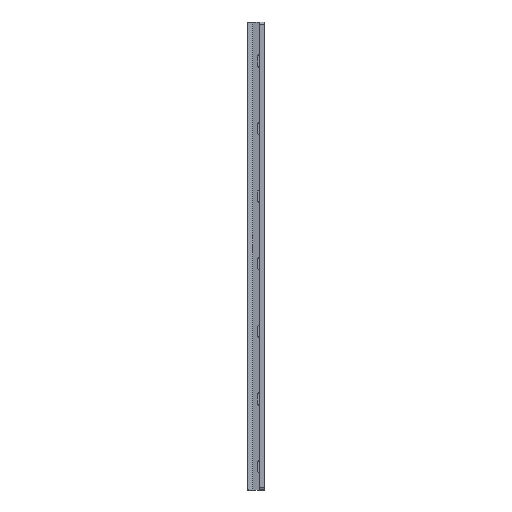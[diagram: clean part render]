
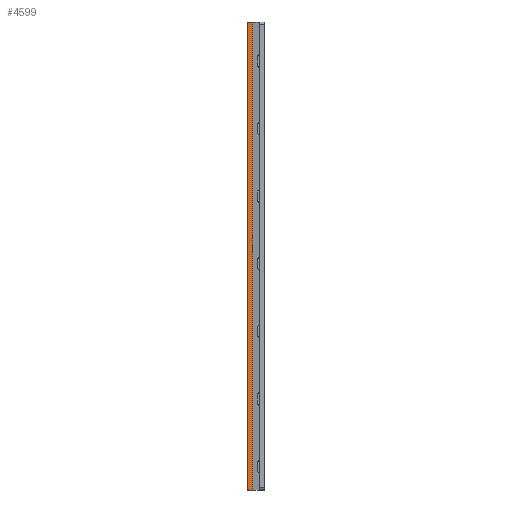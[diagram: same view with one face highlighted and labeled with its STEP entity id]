
A CAD part, left-side view. The second image highlights one B-rep face of the part: STEP entity #4599.
In plain terms, the highlighted planar face has unit normal (-0.966, -0.259, 0).
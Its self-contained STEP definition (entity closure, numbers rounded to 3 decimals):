
#1364 = VECTOR ( 'NONE', #22153, 1000. ) ;
#2775 = VERTEX_POINT ( 'NONE', #27259 ) ;
#3119 = FACE_OUTER_BOUND ( 'NONE', #15292, .T. ) ;
#3269 = CARTESIAN_POINT ( 'NONE',  ( -26.276, 27.369, 450. ) ) ;
#4113 = DIRECTION ( 'NONE',  ( 0.966, 0.259, 0. ) ) ;
#4599 = ADVANCED_FACE ( 'NONE', ( #3119 ), #11928, .F. ) ;
#4887 = ORIENTED_EDGE ( 'NONE', *, *, #37123, .T. ) ;
#4908 = VERTEX_POINT ( 'NONE', #5224 ) ;
#5224 = CARTESIAN_POINT ( 'NONE',  ( -25.805, 25.613, 1350. ) ) ;
#5554 = VECTOR ( 'NONE', #38699, 1000. ) ;
#8028 = ORIENTED_EDGE ( 'NONE', *, *, #44260, .T. ) ;
#9350 = VECTOR ( 'NONE', #49193, 1000. ) ;
#11616 = CARTESIAN_POINT ( 'NONE',  ( -26.649, 28.763, 450.287 ) ) ;
#11928 = PLANE ( 'NONE',  #36514 ) ;
#13738 = DIRECTION ( 'NONE',  ( 0.259, -0.966, 0. ) ) ;
#14447 = VERTEX_POINT ( 'NONE', #48247 ) ;
#15292 = EDGE_LOOP ( 'NONE', ( #4887, #20474, #8028, #26768, #51915, #37295 ) ) ;
#15677 =( BOUNDED_CURVE ( )  B_SPLINE_CURVE ( 3, ( #46960, #22706, #43060, #19165 ),
 .UNSPECIFIED., .F., .F. ) 
 B_SPLINE_CURVE_WITH_KNOTS ( ( 4, 4 ),
 ( 0.262, 1.571 ),
 .UNSPECIFIED. ) 
 CURVE ( )  GEOMETRIC_REPRESENTATION_ITEM ( )  RATIONAL_B_SPLINE_CURVE ( ( 1., 0.862, 0.862, 1. ) ) 
 REPRESENTATION_ITEM ( '' )  );
#17183 = VERTEX_POINT ( 'NONE', #41055 ) ;
#19165 = CARTESIAN_POINT ( 'NONE',  ( -25.805, 25.613, 1350. ) ) ;
#20474 = ORIENTED_EDGE ( 'NONE', *, *, #40789, .F. ) ;
#22153 = DIRECTION ( 'NONE',  ( 0.259, -0.966, 0. ) ) ;
#22706 = CARTESIAN_POINT ( 'NONE',  ( -26.649, 28.763, 1349.713 ) ) ;
#24545 = DIRECTION ( 'NONE',  ( -0.259, 0.966, 0. ) ) ;
#25289 = CARTESIAN_POINT ( 'NONE',  ( -24.161, 19.477, 1350. ) ) ;
#26686 = CARTESIAN_POINT ( 'NONE',  ( -26.771, 29.218, 1349.259 ) ) ;
#26768 = ORIENTED_EDGE ( 'NONE', *, *, #29553, .F. ) ;
#27259 = CARTESIAN_POINT ( 'NONE',  ( -25.805, 25.613, 450. ) ) ;
#28448 = CARTESIAN_POINT ( 'NONE',  ( -24.161, 19.477, 1350. ) ) ;
#29553 = EDGE_CURVE ( 'NONE', #40137, #17183, #39282, .T. ) ;
#30699 = CARTESIAN_POINT ( 'NONE',  ( -26.771, 29.218, 1350. ) ) ;
#32158 = VERTEX_POINT ( 'NONE', #26686 ) ;
#34278 = CARTESIAN_POINT ( 'NONE',  ( -24.161, 19.477, 1350. ) ) ;
#35844 = CARTESIAN_POINT ( 'NONE',  ( -26.771, 29.218, 450.741 ) ) ;
#36514 = AXIS2_PLACEMENT_3D ( 'NONE', #28448, #4113, #24545 ) ;
#37123 = EDGE_CURVE ( 'NONE', #32158, #14447, #45719, .T. ) ;
#37295 = ORIENTED_EDGE ( 'NONE', *, *, #50059, .F. ) ;
#37703 = LINE ( 'NONE', #34278, #1364 ) ;
#38103 = CARTESIAN_POINT ( 'NONE',  ( -24.161, 19.477, 450. ) ) ;
#38699 = DIRECTION ( 'NONE',  ( 0., 0., -1. ) ) ;
#39282 = LINE ( 'NONE', #25289, #9350 ) ;
#40137 = VERTEX_POINT ( 'NONE', #41440 ) ;
#40238 = EDGE_CURVE ( 'NONE', #4908, #40137, #37703, .T. ) ;
#40789 = EDGE_CURVE ( 'NONE', #2775, #14447, #44104, .T. ) ;
#41055 = CARTESIAN_POINT ( 'NONE',  ( -24.161, 19.477, 450. ) ) ;
#41440 = CARTESIAN_POINT ( 'NONE',  ( -24.161, 19.477, 1350. ) ) ;
#43060 = CARTESIAN_POINT ( 'NONE',  ( -26.276, 27.369, 1350. ) ) ;
#44104 =( BOUNDED_CURVE ( )  B_SPLINE_CURVE ( 3, ( #48654, #3269, #11616, #35844 ),
 .UNSPECIFIED., .F., .F. ) 
 B_SPLINE_CURVE_WITH_KNOTS ( ( 4, 4 ),
 ( 4.712, 6.021 ),
 .UNSPECIFIED. ) 
 CURVE ( )  GEOMETRIC_REPRESENTATION_ITEM ( )  RATIONAL_B_SPLINE_CURVE ( ( 1., 0.862, 0.862, 1. ) ) 
 REPRESENTATION_ITEM ( '' )  );
#44260 = EDGE_CURVE ( 'NONE', #2775, #17183, #48814, .T. ) ;
#45719 = LINE ( 'NONE', #30699, #5554 ) ;
#46272 = VECTOR ( 'NONE', #13738, 1000. ) ;
#46960 = CARTESIAN_POINT ( 'NONE',  ( -26.771, 29.218, 1349.259 ) ) ;
#48247 = CARTESIAN_POINT ( 'NONE',  ( -26.771, 29.218, 450.741 ) ) ;
#48654 = CARTESIAN_POINT ( 'NONE',  ( -25.805, 25.613, 450. ) ) ;
#48814 = LINE ( 'NONE', #38103, #46272 ) ;
#49193 = DIRECTION ( 'NONE',  ( 0., 0., -1. ) ) ;
#50059 = EDGE_CURVE ( 'NONE', #32158, #4908, #15677, .T. ) ;
#51915 = ORIENTED_EDGE ( 'NONE', *, *, #40238, .F. ) ;
